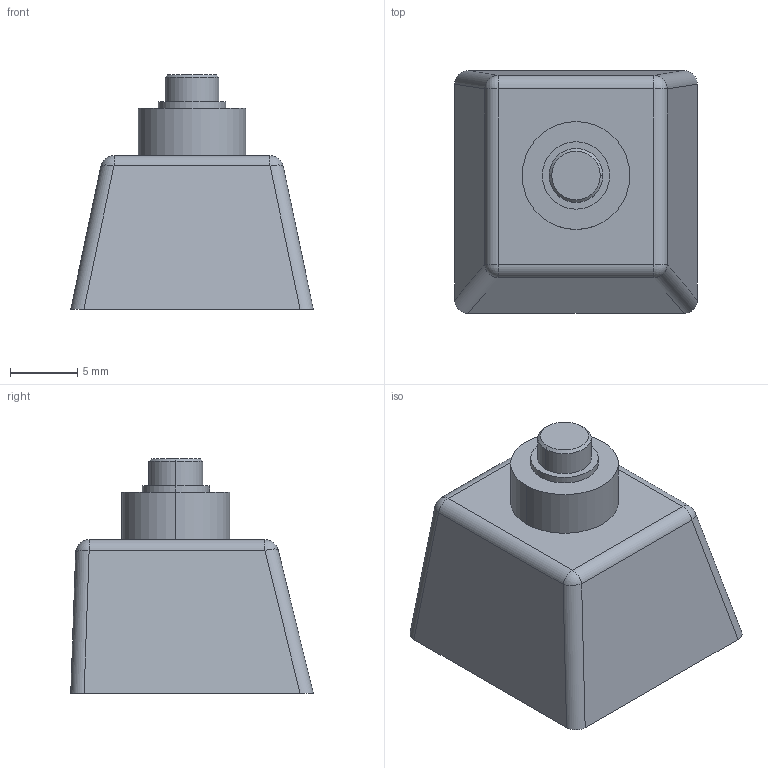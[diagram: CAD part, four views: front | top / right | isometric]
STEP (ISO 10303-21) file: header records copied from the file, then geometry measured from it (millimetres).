
FILE_DESCRIPTION (( 'STEP AP214' ), '1' );
FILE_NAME ('Keycap.STEP', '2023-02-07T20:59:05', ( '' ), ( '' ), 'SwSTEP 2.0', 'SolidWorks 2022', '' );
FILE_SCHEMA (( 'AUTOMOTIVE_DESIGN' ));
Length unit declared in the file: millimetre
Products named in the file (1): Keycap
Bounding box: 18 x 18 x 17.4 mm (x, y, z)
Volume: 1185.4 mm3; surface area: 2195.2 mm2
Topology: 1 solids, 1 shells, 79 faces, 190 edges, 118 vertices
Faces by surface type: cylinder 38, plane 31, sphere 8, cone 2
Entity records: 2336 total; most frequent: CARTESIAN_POINT 476, DIRECTION 388, ORIENTED_EDGE 380, EDGE_CURVE 190, AXIS2_PLACEMENT_3D 142, VERTEX_POINT 118, LINE 104, VECTOR 104
